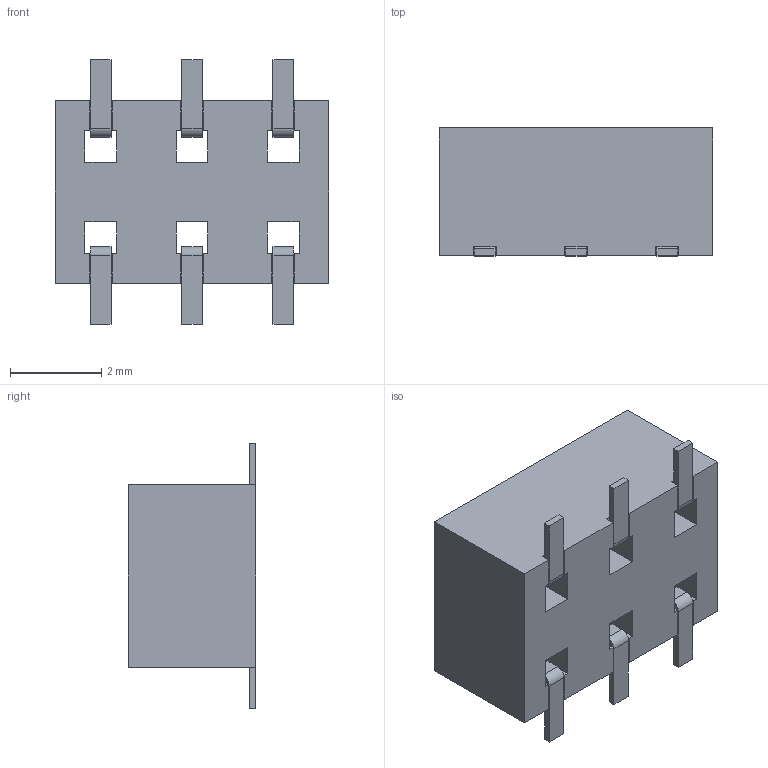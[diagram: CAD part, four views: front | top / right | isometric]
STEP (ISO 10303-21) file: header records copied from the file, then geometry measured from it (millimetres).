
FILE_DESCRIPTION (( 'STEP AP214' ), '1' );
FILE_NAME ('BF080-06-A-0-L-C.STEP', '2024-03-11T07:48:26', ( '' ), ( '' ), 'SwSTEP 2.0', 'SolidWorks 2021', '' );
FILE_SCHEMA (( 'AUTOMOTIVE_DESIGN' ));
Length unit declared in the file: millimetre
Products named in the file (3): Pin gold; Body_06; BF080-06-A-0-L-C
Assembly tree (4 placements, depth 2):
  BF080-06-A-0-L-C
    Body_06
    Pin gold  x3
Bounding box: 6 x 2.8 x 5.8 mm (x, y, z)
Volume: 59 mm3; surface area: 159.1 mm2
Topology: 7 solids, 7 shells, 132 faces, 348 edges, 224 vertices
Faces by surface type: plane 120, cylinder 12
Entity records: 2991 total; most frequent: CARTESIAN_POINT 511, ORIENTED_EDGE 504, DIRECTION 458, EDGE_CURVE 252, VECTOR 244, LINE 244, VERTEX_POINT 160, AXIS2_PLACEMENT_3D 107
